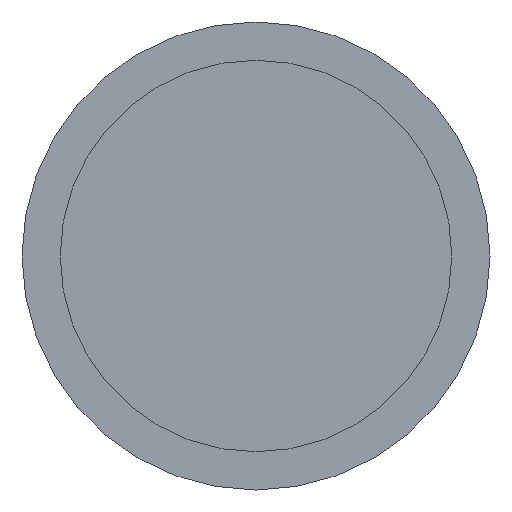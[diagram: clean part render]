
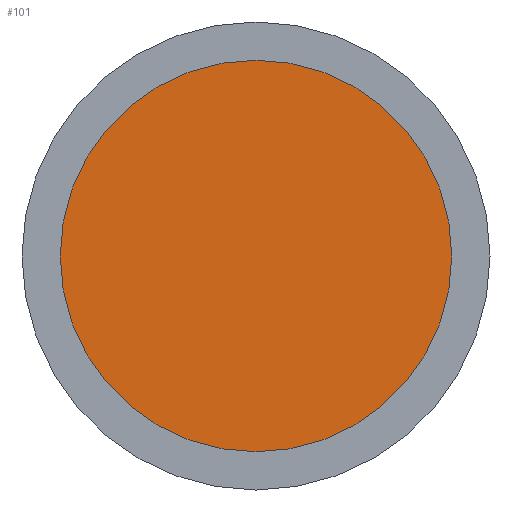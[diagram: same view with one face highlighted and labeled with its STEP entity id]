
A CAD part, front view. The second image highlights one B-rep face of the part: STEP entity #101.
In plain terms, the highlighted planar face has unit normal (0, -1, 0).
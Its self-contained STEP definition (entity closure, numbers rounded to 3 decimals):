
#20=PLANE('',#130);
#27=FACE_OUTER_BOUND('',#36,.T.);
#36=EDGE_LOOP('',(#91));
#49=CIRCLE('',#126,4.1);
#57=VERTEX_POINT('',#184);
#67=EDGE_CURVE('',#57,#57,#49,.T.);
#91=ORIENTED_EDGE('',*,*,#67,.F.);
#101=ADVANCED_FACE('',(#27),#20,.F.);
#126=AXIS2_PLACEMENT_3D('',#186,#155,#156);
#130=AXIS2_PLACEMENT_3D('',#192,#164,#165);
#155=DIRECTION('center_axis',(0.,1.,0.));
#156=DIRECTION('ref_axis',(1.,0.,0.));
#164=DIRECTION('center_axis',(0.,1.,0.));
#165=DIRECTION('ref_axis',(1.,0.,0.));
#184=CARTESIAN_POINT('',(-4.1,0.,0.));
#186=CARTESIAN_POINT('Origin',(0.,0.,0.));
#192=CARTESIAN_POINT('Origin',(0.,0.,0.));
